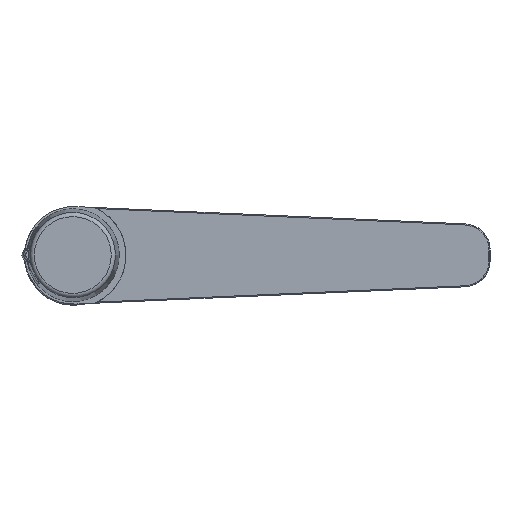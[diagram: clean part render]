
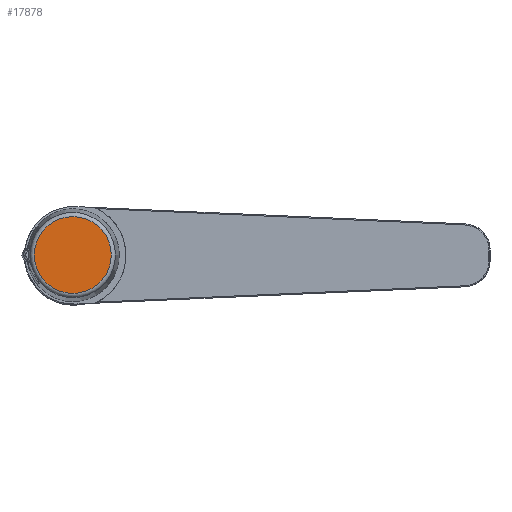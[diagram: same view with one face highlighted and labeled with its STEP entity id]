
A CAD part, top view. The second image highlights one B-rep face of the part: STEP entity #17878.
In plain terms, the highlighted planar face has unit normal (0, 0, 1).
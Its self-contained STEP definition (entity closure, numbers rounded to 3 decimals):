
#9151 = AXIS2_PLACEMENT_3D ( 'NONE', #49357, #48671, #27539 ) ;
#17878 = ADVANCED_FACE ( 'NONE', ( #38833 ), #32469, .F. ) ;
#21008 = CIRCLE ( 'NONE', #35149, 18.333 ) ;
#21853 = CARTESIAN_POINT ( 'NONE',  ( -0.35, 0.05, 274.05 ) ) ;
#27528 = DIRECTION ( 'NONE',  ( 0., 0., 1. ) ) ;
#27539 = DIRECTION ( 'NONE',  ( 1., 0., 0. ) ) ;
#32469 = PLANE ( 'NONE',  #9151 ) ;
#35149 = AXIS2_PLACEMENT_3D ( 'NONE', #21853, #27528, #37617 ) ;
#36850 = VERTEX_POINT ( 'NONE', #38823 ) ;
#37617 = DIRECTION ( 'NONE',  ( 1., 0., 0. ) ) ;
#38823 = CARTESIAN_POINT ( 'NONE',  ( 17.983, 0.05, 274.05 ) ) ;
#38833 = FACE_OUTER_BOUND ( 'NONE', #47059, .T. ) ;
#47059 = EDGE_LOOP ( 'NONE', ( #56161 ) ) ;
#48671 = DIRECTION ( 'NONE',  ( 0., 0., -1. ) ) ;
#49357 = CARTESIAN_POINT ( 'NONE',  ( -20.614, 0.05, 274.05 ) ) ;
#55888 = EDGE_CURVE ( 'NONE', #36850, #36850, #21008, .T. ) ;
#56161 = ORIENTED_EDGE ( 'NONE', *, *, #55888, .T. ) ;
